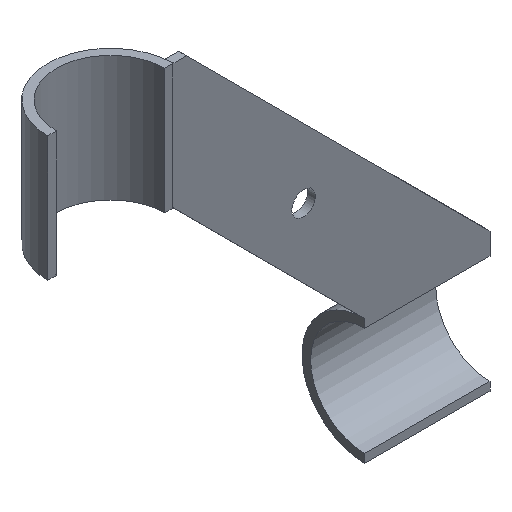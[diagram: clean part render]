
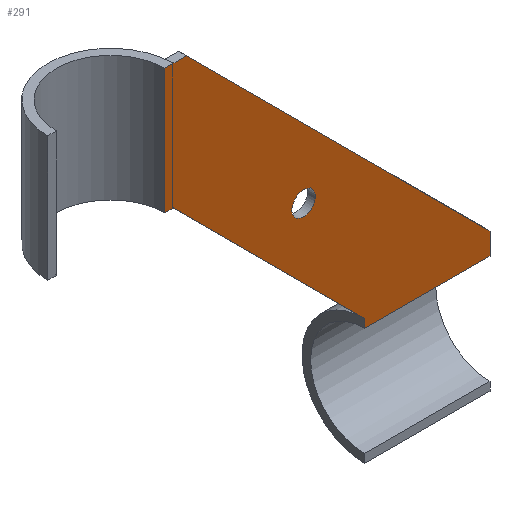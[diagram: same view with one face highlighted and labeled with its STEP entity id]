
A CAD part, isometric view. The second image highlights one B-rep face of the part: STEP entity #291.
In plain terms, the highlighted planar face has unit normal (0, -1, 0).
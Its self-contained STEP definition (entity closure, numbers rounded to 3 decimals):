
#20=FACE_BOUND('',#51,.T.);
#24=CIRCLE('',#330,3.);
#34=FACE_OUTER_BOUND('',#50,.T.);
#50=EDGE_LOOP('',(#206,#207,#208,#209,#210,#211,#212,#213));
#51=EDGE_LOOP('',(#214));
#70=LINE('',#450,#101);
#73=LINE('',#459,#104);
#74=LINE('',#461,#105);
#75=LINE('',#463,#106);
#76=LINE('',#464,#107);
#77=LINE('',#466,#108);
#78=LINE('',#468,#109);
#79=LINE('',#469,#110);
#101=VECTOR('',#363,1.);
#104=VECTOR('',#370,1.);
#105=VECTOR('',#371,1.);
#106=VECTOR('',#372,1.);
#107=VECTOR('',#373,1.);
#108=VECTOR('',#374,1.);
#109=VECTOR('',#375,1.);
#110=VECTOR('',#376,1.);
#132=VERTEX_POINT('',#447);
#133=VERTEX_POINT('',#449);
#136=VERTEX_POINT('',#457);
#137=VERTEX_POINT('',#458);
#138=VERTEX_POINT('',#460);
#139=VERTEX_POINT('',#462);
#140=VERTEX_POINT('',#465);
#141=VERTEX_POINT('',#467);
#142=VERTEX_POINT('',#470);
#160=EDGE_CURVE('',#132,#133,#70,.T.);
#164=EDGE_CURVE('',#136,#137,#73,.T.);
#165=EDGE_CURVE('',#137,#138,#74,.T.);
#166=EDGE_CURVE('',#138,#139,#75,.T.);
#167=EDGE_CURVE('',#139,#133,#76,.T.);
#168=EDGE_CURVE('',#132,#140,#77,.T.);
#169=EDGE_CURVE('',#140,#141,#78,.T.);
#170=EDGE_CURVE('',#141,#136,#79,.T.);
#171=EDGE_CURVE('',#142,#142,#24,.T.);
#206=ORIENTED_EDGE('',*,*,#164,.T.);
#207=ORIENTED_EDGE('',*,*,#165,.T.);
#208=ORIENTED_EDGE('',*,*,#166,.T.);
#209=ORIENTED_EDGE('',*,*,#167,.T.);
#210=ORIENTED_EDGE('',*,*,#160,.F.);
#211=ORIENTED_EDGE('',*,*,#168,.T.);
#212=ORIENTED_EDGE('',*,*,#169,.T.);
#213=ORIENTED_EDGE('',*,*,#170,.T.);
#214=ORIENTED_EDGE('',*,*,#171,.F.);
#280=PLANE('',#329);
#291=ADVANCED_FACE('',(#34,#20),#280,.F.);
#329=AXIS2_PLACEMENT_3D('',#456,#368,#369);
#330=AXIS2_PLACEMENT_3D('',#471,#377,#378);
#363=DIRECTION('',(0.,0.,1.));
#368=DIRECTION('center_axis',(0.,1.,0.));
#369=DIRECTION('ref_axis',(0.,0.,1.));
#370=DIRECTION('',(-1.,0.,0.));
#371=DIRECTION('',(0.,0.,-1.));
#372=DIRECTION('',(1.,0.,0.));
#373=DIRECTION('',(0.707,0.,-0.707));
#374=DIRECTION('',(1.,0.,0.));
#375=DIRECTION('',(0.,0.,1.));
#376=DIRECTION('',(-0.707,0.,0.707));
#377=DIRECTION('center_axis',(0.,-1.,0.));
#378=DIRECTION('ref_axis',(0.,0.,-1.));
#447=CARTESIAN_POINT('',(65.,0.,-51.15));
#449=CARTESIAN_POINT('',(65.,0.,-48.95));
#450=CARTESIAN_POINT('',(65.,0.,-100.451));
#456=CARTESIAN_POINT('Origin',(65.,0.,-100.451));
#457=CARTESIAN_POINT('',(19.405,0.,32.));
#458=CARTESIAN_POINT('',(13.851,0.,32.));
#459=CARTESIAN_POINT('',(55.425,0.,32.));
#460=CARTESIAN_POINT('',(13.851,0.,0.));
#461=CARTESIAN_POINT('',(13.851,0.,32.));
#462=CARTESIAN_POINT('',(16.05,0.,0.));
#463=CARTESIAN_POINT('',(0.001,0.,0.));
#464=CARTESIAN_POINT('',(86.328,0.,-70.278));
#465=CARTESIAN_POINT('',(97.,0.,-51.15));
#466=CARTESIAN_POINT('',(65.,0.,-51.15));
#467=CARTESIAN_POINT('',(97.,0.,-45.595));
#468=CARTESIAN_POINT('',(97.,0.,-100.451));
#469=CARTESIAN_POINT('',(104.006,0.,-52.601));
#470=CARTESIAN_POINT('',(49.364,0.,-12.636));
#471=CARTESIAN_POINT('Origin',(49.364,0.,-15.636));
